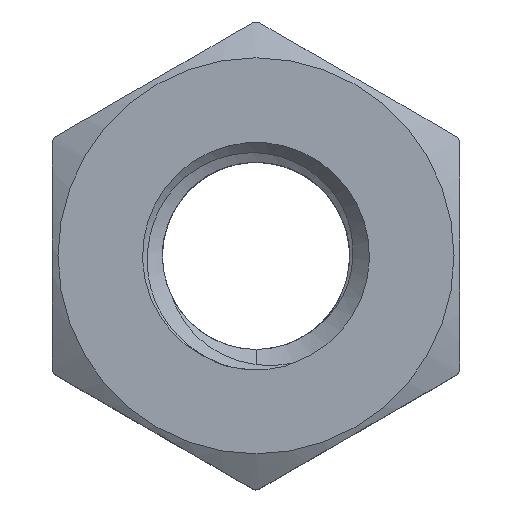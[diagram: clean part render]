
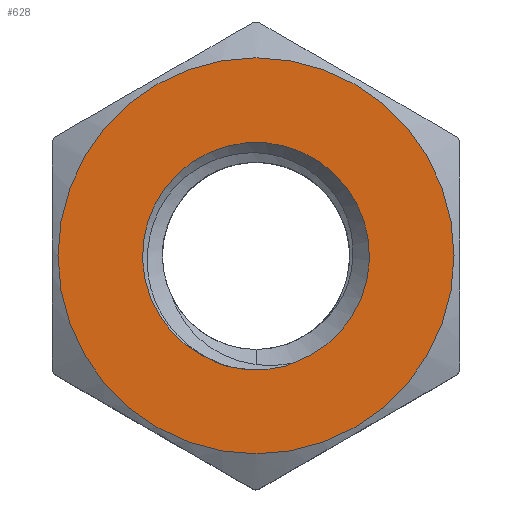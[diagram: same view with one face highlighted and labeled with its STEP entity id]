
A CAD part, top view. The second image highlights one B-rep face of the part: STEP entity #628.
In plain terms, the highlighted planar face has unit normal (0, 0, 1).
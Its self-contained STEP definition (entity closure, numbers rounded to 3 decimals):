
#30=FACE_BOUND('',#126,.T.);
#38=PLANE('',#686);
#49=CIRCLE('',#657,1.543);
#51=CIRCLE('',#661,1.533);
#55=CIRCLE('',#674,2.675);
#56=CIRCLE('',#675,2.675);
#90=FACE_OUTER_BOUND('',#125,.T.);
#125=EDGE_LOOP('',(#571,#572));
#126=EDGE_LOOP('',(#573,#574,#575,#576));
#154=B_SPLINE_CURVE_WITH_KNOTS('',3,(#1787,#1788,#1789,#1790),
 .UNSPECIFIED.,.F.,.F.,(4,4),(0.274,0.285),
 .UNSPECIFIED.);
#172=B_SPLINE_CURVE_WITH_KNOTS('',3,(#2206,#2207,#2208,#2209),
 .UNSPECIFIED.,.F.,.F.,(4,4),(0.,0.011),.UNSPECIFIED.);
#250=VERTEX_POINT('',#1064);
#251=VERTEX_POINT('',#1070);
#256=VERTEX_POINT('',#1169);
#257=VERTEX_POINT('',#1186);
#280=VERTEX_POINT('',#1954);
#281=VERTEX_POINT('',#1955);
#320=EDGE_CURVE('',#251,#250,#49,.T.);
#328=EDGE_CURVE('',#257,#256,#51,.T.);
#338=EDGE_CURVE('',#256,#251,#154,.T.);
#364=EDGE_CURVE('',#280,#281,#55,.T.);
#365=EDGE_CURVE('',#281,#280,#56,.T.);
#384=EDGE_CURVE('',#250,#257,#172,.T.);
#571=ORIENTED_EDGE('',*,*,#364,.T.);
#572=ORIENTED_EDGE('',*,*,#365,.T.);
#573=ORIENTED_EDGE('',*,*,#328,.T.);
#574=ORIENTED_EDGE('',*,*,#338,.T.);
#575=ORIENTED_EDGE('',*,*,#320,.T.);
#576=ORIENTED_EDGE('',*,*,#384,.T.);
#628=ADVANCED_FACE('',(#90,#30),#38,.T.);
#657=AXIS2_PLACEMENT_3D('',#1071,#727,#728);
#661=AXIS2_PLACEMENT_3D('',#1187,#737,#738);
#674=AXIS2_PLACEMENT_3D('',#1956,#770,#771);
#675=AXIS2_PLACEMENT_3D('',#1957,#772,#773);
#686=AXIS2_PLACEMENT_3D('',#2211,#801,#802);
#727=DIRECTION('center_axis',(0.,0.,-1.));
#728=DIRECTION('ref_axis',(1.,0.,0.));
#737=DIRECTION('center_axis',(0.,0.,-1.));
#738=DIRECTION('ref_axis',(0.,1.,0.));
#770=DIRECTION('center_axis',(0.,0.,1.));
#771=DIRECTION('ref_axis',(0.,1.,0.));
#772=DIRECTION('center_axis',(0.,0.,1.));
#773=DIRECTION('ref_axis',(0.,1.,0.));
#801=DIRECTION('center_axis',(0.,0.,1.));
#802=DIRECTION('ref_axis',(1.,0.,0.));
#1064=CARTESIAN_POINT('',(-0.399,-1.491,1.2));
#1070=CARTESIAN_POINT('',(0.399,-1.491,1.2));
#1071=CARTESIAN_POINT('Origin',(0.,0.,1.2));
#1169=CARTESIAN_POINT('',(0.504,-1.448,1.2));
#1186=CARTESIAN_POINT('',(-0.504,-1.448,1.2));
#1187=CARTESIAN_POINT('Origin',(0.,0.,1.2));
#1787=CARTESIAN_POINT('Ctrl Pts',(0.504,-1.448,1.2));
#1788=CARTESIAN_POINT('Ctrl Pts',(0.469,-1.463,1.2));
#1789=CARTESIAN_POINT('Ctrl Pts',(0.434,-1.478,1.2));
#1790=CARTESIAN_POINT('Ctrl Pts',(0.398,-1.49,1.2));
#1954=CARTESIAN_POINT('',(0.,2.675,1.2));
#1955=CARTESIAN_POINT('',(0.,-2.675,1.2));
#1956=CARTESIAN_POINT('Origin',(0.,0.,1.2));
#1957=CARTESIAN_POINT('Origin',(0.,0.,1.2));
#2206=CARTESIAN_POINT('Ctrl Pts',(-0.399,-1.491,
1.2));
#2207=CARTESIAN_POINT('Ctrl Pts',(-0.434,-1.478,
1.2));
#2208=CARTESIAN_POINT('Ctrl Pts',(-0.469,-1.463,
1.2));
#2209=CARTESIAN_POINT('Ctrl Pts',(-0.504,-1.447,
1.2));
#2211=CARTESIAN_POINT('Origin',(0.,0.,1.2));
